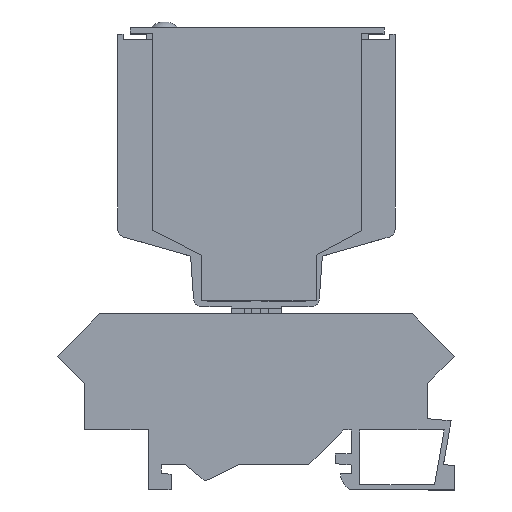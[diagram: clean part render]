
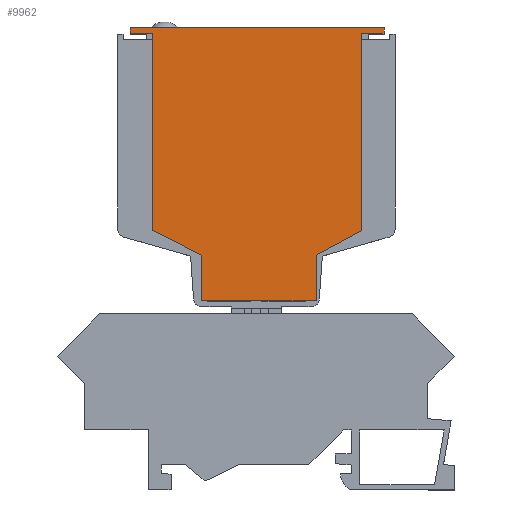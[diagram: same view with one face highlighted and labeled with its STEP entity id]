
A CAD part, left-side view. The second image highlights one B-rep face of the part: STEP entity #9962.
In plain terms, the highlighted face is planar.
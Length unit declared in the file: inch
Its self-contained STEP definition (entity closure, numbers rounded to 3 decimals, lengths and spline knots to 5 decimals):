
#242 = EDGE_CURVE ( 'NONE', #17014, #17276, #5876, .T. ) ;
#305 = ORIENTED_EDGE ( 'NONE', *, *, #5363, .F. ) ;
#485 = CARTESIAN_POINT ( 'NONE',  ( 0.045, -1.4225, 0.115 ) ) ;
#905 = CARTESIAN_POINT ( 'NONE',  ( -0.115, 0.04, 0.115 ) ) ;
#1019 = VECTOR ( 'NONE', #20590, 39.37008 ) ;
#1123 = CARTESIAN_POINT ( 'NONE',  ( 0.045, -1.6, 0.115 ) ) ;
#1542 = VERTEX_POINT ( 'NONE', #485 ) ;
#1766 = VECTOR ( 'NONE', #21441, 39.37008 ) ;
#1912 = PLANE ( 'NONE',  #13880 ) ;
#2557 = DIRECTION ( 'NONE',  ( 0., -1., 0. ) ) ;
#2998 = ORIENTED_EDGE ( 'NONE', *, *, #8762, .T. ) ;
#3556 = DIRECTION ( 'NONE',  ( 1., 0., 0. ) ) ;
#3727 = CARTESIAN_POINT ( 'NONE',  ( -0.115, 0., 0.115 ) ) ;
#3795 = LINE ( 'NONE', #3727, #12136 ) ;
#3841 = LINE ( 'NONE', #19196, #11664 ) ;
#3867 = EDGE_CURVE ( 'NONE', #4390, #13455, #18512, .T. ) ;
#4375 = VERTEX_POINT ( 'NONE', #10623 ) ;
#4390 = VERTEX_POINT ( 'NONE', #905 ) ;
#4578 = LINE ( 'NONE', #10707, #13208 ) ;
#4837 = EDGE_CURVE ( 'NONE', #17276, #8148, #13553, .T. ) ;
#4886 = ORIENTED_EDGE ( 'NONE', *, *, #19903, .F. ) ;
#4927 = ORIENTED_EDGE ( 'NONE', *, *, #11032, .T. ) ;
#5026 = CARTESIAN_POINT ( 'NONE',  ( 0., -1.93, 0.115 ) ) ;
#5363 = EDGE_CURVE ( 'NONE', #20578, #1542, #17146, .T. ) ;
#5535 = CARTESIAN_POINT ( 'NONE',  ( 1.555, -1.6, 0.115 ) ) ;
#5660 = DIRECTION ( 'NONE',  ( 1., 0., 0. ) ) ;
#5734 = EDGE_LOOP ( 'NONE', ( #2998, #4886, #305, #20283, #9580, #17066, #4927, #8708, #9140, #10271, #11277, #14680 ) ) ;
#5876 = LINE ( 'NONE', #16402, #6920 ) ;
#5918 = EDGE_CURVE ( 'NONE', #20578, #8148, #9549, .T. ) ;
#6080 = VERTEX_POINT ( 'NONE', #18960 ) ;
#6141 = CARTESIAN_POINT ( 'NONE',  ( 1.225, -1.6, 0.115 ) ) ;
#6920 = VECTOR ( 'NONE', #12849, 39.37008 ) ;
#7079 = DIRECTION ( 'NONE',  ( 0., -1., 0. ) ) ;
#7292 = VERTEX_POINT ( 'NONE', #16348 ) ;
#7305 = VERTEX_POINT ( 'NONE', #9777 ) ;
#7837 = CARTESIAN_POINT ( 'NONE',  ( 1.225, -1.6, 0.115 ) ) ;
#7977 = CARTESIAN_POINT ( 'NONE',  ( 0.4, -1.6, 0.115 ) ) ;
#8148 = VERTEX_POINT ( 'NONE', #12156 ) ;
#8708 = ORIENTED_EDGE ( 'NONE', *, *, #10058, .T. ) ;
#8762 = EDGE_CURVE ( 'NONE', #13455, #6080, #3795, .T. ) ;
#8887 = LINE ( 'NONE', #5535, #9936 ) ;
#9088 = CARTESIAN_POINT ( 'NONE',  ( 1.715, 0.04, 0.115 ) ) ;
#9140 = ORIENTED_EDGE ( 'NONE', *, *, #16178, .T. ) ;
#9509 = DIRECTION ( 'NONE',  ( 0.882, 0.471, 0. ) ) ;
#9549 = LINE ( 'NONE', #7977, #1766 ) ;
#9580 = ORIENTED_EDGE ( 'NONE', *, *, #4837, .F. ) ;
#9721 = CARTESIAN_POINT ( 'NONE',  ( -0.115, 0., 0.115 ) ) ;
#9777 = CARTESIAN_POINT ( 'NONE',  ( 1.715, 0., 0.115 ) ) ;
#9919 = LINE ( 'NONE', #11566, #13836 ) ;
#9936 = VECTOR ( 'NONE', #15377, 39.37008 ) ;
#9962 = ADVANCED_FACE ( 'NONE', ( #13340 ), #1912, .F. ) ;
#10058 = EDGE_CURVE ( 'NONE', #4375, #7292, #8887, .T. ) ;
#10111 = CARTESIAN_POINT ( 'NONE',  ( 1.225, -1.93, 0.115 ) ) ;
#10269 = DIRECTION ( 'NONE',  ( -1., 0., 0. ) ) ;
#10271 = ORIENTED_EDGE ( 'NONE', *, *, #21114, .F. ) ;
#10623 = CARTESIAN_POINT ( 'NONE',  ( 1.555, -1.424, 0.115 ) ) ;
#10707 = CARTESIAN_POINT ( 'NONE',  ( -0.115, 0., 0.115 ) ) ;
#11032 = EDGE_CURVE ( 'NONE', #17014, #4375, #17713, .T. ) ;
#11277 = ORIENTED_EDGE ( 'NONE', *, *, #13663, .F. ) ;
#11566 = CARTESIAN_POINT ( 'NONE',  ( -0.115, 0.04, 0.115 ) ) ;
#11664 = VECTOR ( 'NONE', #2557, 39.37008 ) ;
#11859 = CARTESIAN_POINT ( 'NONE',  ( 1.225, -1.93, 0.115 ) ) ;
#12136 = VECTOR ( 'NONE', #5660, 39.37008 ) ;
#12156 = CARTESIAN_POINT ( 'NONE',  ( 0.4, -1.93, 0.115 ) ) ;
#12849 = DIRECTION ( 'NONE',  ( 0., -1., 0. ) ) ;
#13208 = VECTOR ( 'NONE', #13924, 39.37008 ) ;
#13340 = FACE_OUTER_BOUND ( 'NONE', #5734, .T. ) ;
#13455 = VERTEX_POINT ( 'NONE', #9721 ) ;
#13553 = LINE ( 'NONE', #10111, #15113 ) ;
#13564 = DIRECTION ( 'NONE',  ( 0., 0., -1. ) ) ;
#13663 = EDGE_CURVE ( 'NONE', #4390, #21529, #9919, .T. ) ;
#13766 = LINE ( 'NONE', #1123, #17933 ) ;
#13836 = VECTOR ( 'NONE', #3556, 39.37008 ) ;
#13880 = AXIS2_PLACEMENT_3D ( 'NONE', #5026, #13564, #10269 ) ;
#13924 = DIRECTION ( 'NONE',  ( 1., 0., 0. ) ) ;
#14109 = VECTOR ( 'NONE', #7079, 39.37008 ) ;
#14680 = ORIENTED_EDGE ( 'NONE', *, *, #3867, .T. ) ;
#14782 = DIRECTION ( 'NONE',  ( -1., 0., 0. ) ) ;
#15113 = VECTOR ( 'NONE', #14782, 39.37008 ) ;
#15377 = DIRECTION ( 'NONE',  ( 0., 1., 0. ) ) ;
#15932 = CARTESIAN_POINT ( 'NONE',  ( 0.4, -1.6, 0.115 ) ) ;
#16178 = EDGE_CURVE ( 'NONE', #7292, #7305, #4578, .T. ) ;
#16348 = CARTESIAN_POINT ( 'NONE',  ( 1.555, 0., 0.115 ) ) ;
#16402 = CARTESIAN_POINT ( 'NONE',  ( 1.225, -1.6, 0.115 ) ) ;
#17014 = VERTEX_POINT ( 'NONE', #6141 ) ;
#17066 = ORIENTED_EDGE ( 'NONE', *, *, #242, .F. ) ;
#17079 = CARTESIAN_POINT ( 'NONE',  ( -0.115, 0.04, 0.115 ) ) ;
#17146 = LINE ( 'NONE', #17784, #1019 ) ;
#17276 = VERTEX_POINT ( 'NONE', #11859 ) ;
#17626 = DIRECTION ( 'NONE',  ( 0., 1., 0. ) ) ;
#17713 = LINE ( 'NONE', #7837, #18232 ) ;
#17784 = CARTESIAN_POINT ( 'NONE',  ( 0.4, -1.6, 0.115 ) ) ;
#17933 = VECTOR ( 'NONE', #17626, 39.37008 ) ;
#18232 = VECTOR ( 'NONE', #9509, 39.37008 ) ;
#18512 = LINE ( 'NONE', #17079, #14109 ) ;
#18960 = CARTESIAN_POINT ( 'NONE',  ( 0.045, 0., 0.115 ) ) ;
#19196 = CARTESIAN_POINT ( 'NONE',  ( 1.715, 0.04, 0.115 ) ) ;
#19903 = EDGE_CURVE ( 'NONE', #1542, #6080, #13766, .T. ) ;
#20283 = ORIENTED_EDGE ( 'NONE', *, *, #5918, .T. ) ;
#20578 = VERTEX_POINT ( 'NONE', #15932 ) ;
#20590 = DIRECTION ( 'NONE',  ( -0.894, 0.447, 0. ) ) ;
#21114 = EDGE_CURVE ( 'NONE', #21529, #7305, #3841, .T. ) ;
#21441 = DIRECTION ( 'NONE',  ( 0., -1., 0. ) ) ;
#21529 = VERTEX_POINT ( 'NONE', #9088 ) ;
